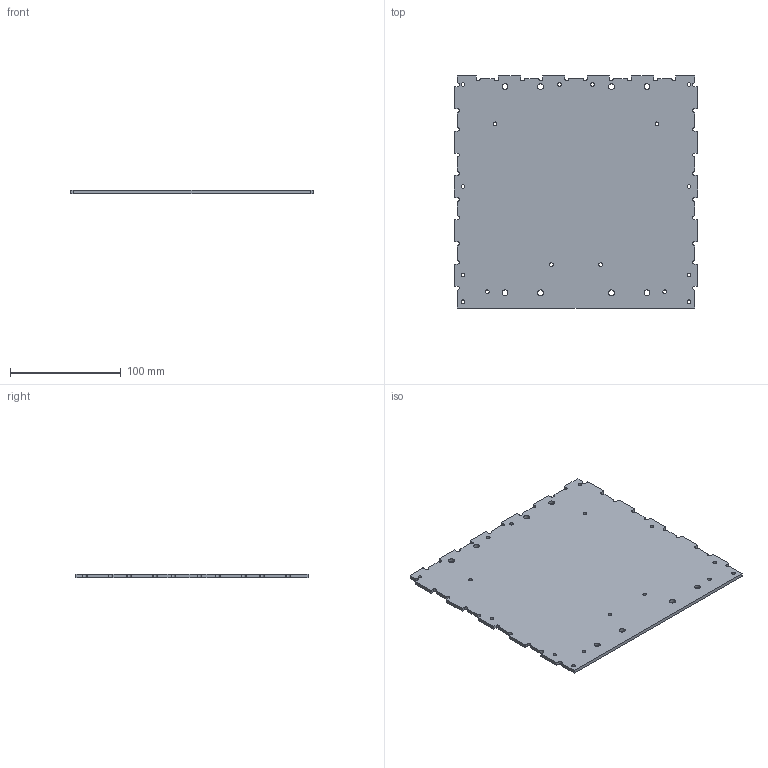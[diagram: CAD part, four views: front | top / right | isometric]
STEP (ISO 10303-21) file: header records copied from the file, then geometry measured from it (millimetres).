
FILE_DESCRIPTION(('Open CASCADE Model'),'2;1');
FILE_NAME('Open CASCADE Shape Model','2024-09-10T16:02:54',('Author'),( 'Open CASCADE'),'Open CASCADE STEP processor 7.7','Open CASCADE 7.7' ,'Unknown');
FILE_SCHEMA(('AUTOMOTIVE_DESIGN { 1 0 10303 214 1 1 1 1 }'));
Length unit declared in the file: millimetre
Products named in the file (1): Open CASCADE STEP translator 7.7 1
Bounding box: 220 x 210 x 3 mm (x, y, z)
Volume: 134335.8 mm3; surface area: 93422.8 mm2
Topology: 1 solids, 1 shells, 252 faces, 750 edges, 500 vertices
Faces by surface type: cylinder 152, plane 100
Full cylindrical faces by diameter (mm): 3.3 x16, 5.3 x8
Entity records: 18462 total; most frequent: CARTESIAN_POINT 3623, DIRECTION 2800, ORIENTED_EDGE 1500, PCURVE 1500, DEFINITIONAL_REPRESENTATION 1500, LINE 1454, VECTOR 1454, EDGE_CURVE 750
